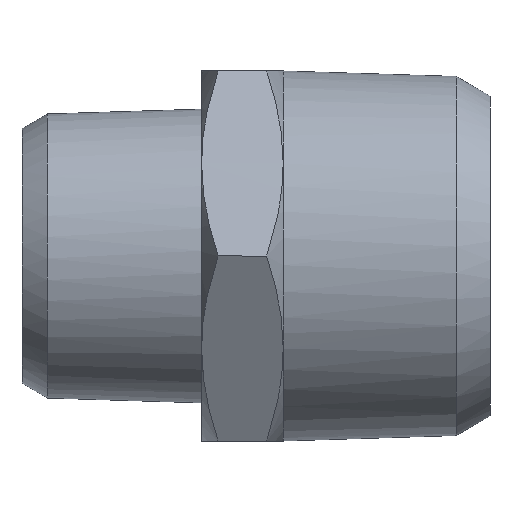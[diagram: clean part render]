
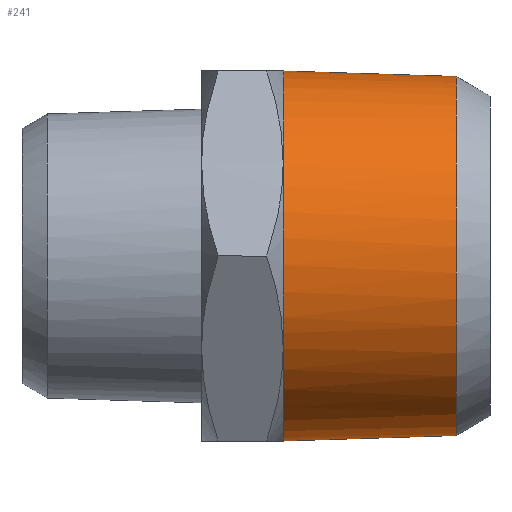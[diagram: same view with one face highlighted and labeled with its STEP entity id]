
A CAD part, left-side view. The second image highlights one B-rep face of the part: STEP entity #241.
In plain terms, the highlighted free-form (B-spline) face has degree [1, 3] with [2, 4] control points.
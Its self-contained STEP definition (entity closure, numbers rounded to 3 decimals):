
#9 = CARTESIAN_POINT ( 'NONE',  ( -11.609, 19., -13.886 ) ) ;
#77 =( BOUNDED_CURVE ( )  B_SPLINE_CURVE ( 3, ( #939, #9, #782, #301 ),
 .UNSPECIFIED., .F., .T. ) 
 B_SPLINE_CURVE_WITH_KNOTS ( ( 4, 4 ),
 ( -1.047, 0. ),
 .UNSPECIFIED. ) 
 CURVE ( )  GEOMETRIC_REPRESENTATION_ITEM ( )  RATIONAL_B_SPLINE_CURVE ( ( 1., 0.911, 0.911, 1. ) ) 
 REPRESENTATION_ITEM ( '' )  );
#93 = ORIENTED_EDGE ( 'NONE', *, *, #1206, .T. ) ;
#169 = EDGE_CURVE ( 'NONE', #1095, #655, #840, .T. ) ;
#193 = CARTESIAN_POINT ( 'NONE',  ( -14.721, 19., 8.499 ) ) ;
#198 = CARTESIAN_POINT ( 'NONE',  ( 0., 3.118, 16.5 ) ) ;
#240 = CARTESIAN_POINT ( 'NONE',  ( -33., 3.118, -16.5 ) ) ;
#241 = ADVANCED_FACE ( 'NONE', ( #433 ), #1811, .F. ) ;
#258 = CARTESIAN_POINT ( 'NONE',  ( 0., 19., 16.996 ) ) ;
#290 = B_SPLINE_CURVE_WITH_KNOTS ( 'NONE', 1,
 ( #1164, #673 ),
 .UNSPECIFIED., .F., .F.,
 ( 2, 2 ),
 ( -1., 0. ),
 .UNSPECIFIED. ) ;
#301 = CARTESIAN_POINT ( 'NONE',  ( 0., 19., -16.998 ) ) ;
#408 = CARTESIAN_POINT ( 'NONE',  ( -17.83, 19., -3.111 ) ) ;
#433 = FACE_OUTER_BOUND ( 'NONE', #1242, .T. ) ;
#497 = CARTESIAN_POINT ( 'NONE',  ( -11.609, 19., 13.886 ) ) ;
#655 = VERTEX_POINT ( 'NONE', #1688 ) ;
#660 = CARTESIAN_POINT ( 'NONE',  ( 0., 3.118, -16.5 ) ) ;
#662 = EDGE_CURVE ( 'NONE', #655, #1002, #1725, .T. ) ;
#673 = CARTESIAN_POINT ( 'NONE',  ( 0., 19., 16.998 ) ) ;
#719 = EDGE_CURVE ( 'NONE', #1002, #1697, #77, .T. ) ;
#750 = CARTESIAN_POINT ( 'NONE',  ( -17.83, 19., 3.111 ) ) ;
#782 = CARTESIAN_POINT ( 'NONE',  ( -6.221, 19., -16.996 ) ) ;
#839 = CARTESIAN_POINT ( 'NONE',  ( 0., 19., 16.998 ) ) ;
#840 =( BOUNDED_CURVE ( )  B_SPLINE_CURVE ( 3, ( #839, #1596, #497, #193 ),
 .UNSPECIFIED., .F., .T. ) 
 B_SPLINE_CURVE_WITH_KNOTS ( ( 4, 4 ),
 ( -3.142, -2.094 ),
 .UNSPECIFIED. ) 
 CURVE ( )  GEOMETRIC_REPRESENTATION_ITEM ( )  RATIONAL_B_SPLINE_CURVE ( ( 1., 0.911, 0.911, 1. ) ) 
 REPRESENTATION_ITEM ( '' )  );
#862 = CARTESIAN_POINT ( 'NONE',  ( 0., 19., -16.998 ) ) ;
#899 = CARTESIAN_POINT ( 'NONE',  ( 0., 3.118, 16.5 ) ) ;
#905 = CARTESIAN_POINT ( 'NONE',  ( -33.993, 19., -16.996 ) ) ;
#939 = CARTESIAN_POINT ( 'NONE',  ( -14.721, 19., -8.499 ) ) ;
#940 = ORIENTED_EDGE ( 'NONE', *, *, #169, .T. ) ;
#1002 = VERTEX_POINT ( 'NONE', #1501 ) ;
#1023 = ORIENTED_EDGE ( 'NONE', *, *, #719, .T. ) ;
#1032 = ORIENTED_EDGE ( 'NONE', *, *, #662, .T. ) ;
#1095 = VERTEX_POINT ( 'NONE', #1446 ) ;
#1135 = B_SPLINE_CURVE_WITH_KNOTS ( 'NONE', 1,
 ( #1607, #660 ),
 .UNSPECIFIED., .F., .F.,
 ( 2, 2 ),
 ( -1., 0. ),
 .UNSPECIFIED. ) ;
#1164 = CARTESIAN_POINT ( 'NONE',  ( 0., 3.118, 16.5 ) ) ;
#1177 = VERTEX_POINT ( 'NONE', #1883 ) ;
#1206 = EDGE_CURVE ( 'NONE', #1697, #1177, #1135, .T. ) ;
#1242 = EDGE_LOOP ( 'NONE', ( #1351, #1629, #940, #1032, #1023, #93 ) ) ;
#1263 = CARTESIAN_POINT ( 'NONE',  ( -14.721, 19., 8.499 ) ) ;
#1351 = ORIENTED_EDGE ( 'NONE', *, *, #1453, .T. ) ;
#1382 = CARTESIAN_POINT ( 'NONE',  ( -33., 3.118, 16.5 ) ) ;
#1408 = EDGE_CURVE ( 'NONE', #1597, #1095, #290, .T. ) ;
#1446 = CARTESIAN_POINT ( 'NONE',  ( 0., 19., 16.998 ) ) ;
#1453 = EDGE_CURVE ( 'NONE', #1177, #1597, #1749, .T. ) ;
#1490 = CARTESIAN_POINT ( 'NONE',  ( -33., 3.118, 16.5 ) ) ;
#1501 = CARTESIAN_POINT ( 'NONE',  ( -14.721, 19., -8.499 ) ) ;
#1515 = CARTESIAN_POINT ( 'NONE',  ( -33.993, 19., 16.996 ) ) ;
#1536 = CARTESIAN_POINT ( 'NONE',  ( 0., 3.118, -16.5 ) ) ;
#1596 = CARTESIAN_POINT ( 'NONE',  ( -6.221, 19., 16.996 ) ) ;
#1597 = VERTEX_POINT ( 'NONE', #1726 ) ;
#1607 = CARTESIAN_POINT ( 'NONE',  ( 0., 19., -16.998 ) ) ;
#1629 = ORIENTED_EDGE ( 'NONE', *, *, #1408, .T. ) ;
#1688 = CARTESIAN_POINT ( 'NONE',  ( -14.721, 19., 8.499 ) ) ;
#1697 = VERTEX_POINT ( 'NONE', #862 ) ;
#1725 =( BOUNDED_CURVE ( )  B_SPLINE_CURVE ( 3, ( #1263, #750, #408, #1848 ),
 .UNSPECIFIED., .F., .F. ) 
 B_SPLINE_CURVE_WITH_KNOTS ( ( 4, 4 ),
 ( -2.094, -1.047 ),
 .UNSPECIFIED. ) 
 CURVE ( )  GEOMETRIC_REPRESENTATION_ITEM ( )  RATIONAL_B_SPLINE_CURVE ( ( 1., 0.911, 0.911, 1. ) ) 
 REPRESENTATION_ITEM ( '' )  );
#1726 = CARTESIAN_POINT ( 'NONE',  ( 0., 3.118, 16.5 ) ) ;
#1749 =( BOUNDED_CURVE ( )  B_SPLINE_CURVE ( 3, ( #1788, #240, #1490, #198 ),
 .UNSPECIFIED., .F., .F. ) 
 B_SPLINE_CURVE_WITH_KNOTS ( ( 4, 4 ),
 ( -3.142, 0. ),
 .UNSPECIFIED. ) 
 CURVE ( )  GEOMETRIC_REPRESENTATION_ITEM ( )  RATIONAL_B_SPLINE_CURVE ( ( 1., 0.333, 0.333, 1. ) ) 
 REPRESENTATION_ITEM ( '' )  );
#1788 = CARTESIAN_POINT ( 'NONE',  ( 0., 3.118, -16.5 ) ) ;
#1811 =( BOUNDED_SURFACE ( )  B_SPLINE_SURFACE ( 1, 3, ( 
 ( #1536, #1838, #1382, #899 ),
 ( #1830, #905, #1515, #258 ) ),
 .UNSPECIFIED., .F., .F., .T. ) 
 B_SPLINE_SURFACE_WITH_KNOTS ( ( 2, 2 ),
 ( 4, 4 ),
 ( 0., 1. ),
 ( 0., 1. ),
 .UNSPECIFIED. ) 
 GEOMETRIC_REPRESENTATION_ITEM ( )  RATIONAL_B_SPLINE_SURFACE ( (
 ( 1., 0.333, 0.333, 1.),
 ( 1., 0.333, 0.333, 1.) ) ) 
 REPRESENTATION_ITEM ( '' )  SURFACE ( )  );
#1830 = CARTESIAN_POINT ( 'NONE',  ( 0., 19., -16.996 ) ) ;
#1838 = CARTESIAN_POINT ( 'NONE',  ( -33., 3.118, -16.5 ) ) ;
#1848 = CARTESIAN_POINT ( 'NONE',  ( -14.721, 19., -8.499 ) ) ;
#1883 = CARTESIAN_POINT ( 'NONE',  ( 0., 3.118, -16.5 ) ) ;
